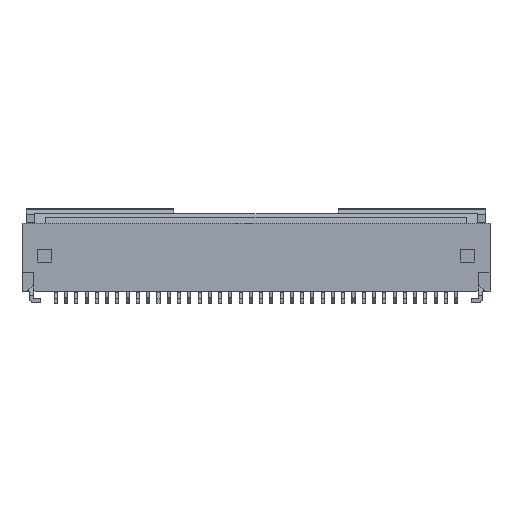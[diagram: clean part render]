
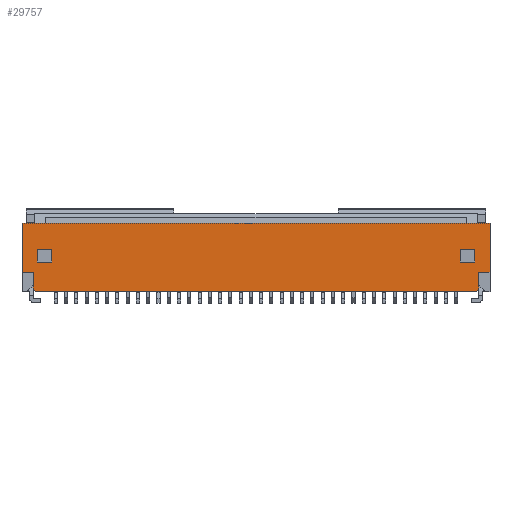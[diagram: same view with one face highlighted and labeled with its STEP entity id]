
A CAD part, top view. The second image highlights one B-rep face of the part: STEP entity #29757.
In plain terms, the highlighted planar face has unit normal (0, 0, 1).
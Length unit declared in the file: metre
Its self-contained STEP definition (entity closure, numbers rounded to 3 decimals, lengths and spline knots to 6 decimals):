
#9275=ORIENTED_EDGE('',*,*,#13763,.F.);
#9276=ORIENTED_EDGE('',*,*,#13772,.F.);
#9277=ORIENTED_EDGE('',*,*,#13769,.T.);
#9278=ORIENTED_EDGE('',*,*,#13775,.T.);
#9279=ORIENTED_EDGE('',*,*,#13774,.F.);
#9280=ORIENTED_EDGE('',*,*,#13771,.F.);
#9281=ORIENTED_EDGE('',*,*,#13759,.T.);
#9282=ORIENTED_EDGE('',*,*,#13776,.T.);
#9283=ORIENTED_EDGE('',*,*,#13741,.F.);
#9284=ORIENTED_EDGE('',*,*,#9689,.T.);
#9285=ORIENTED_EDGE('',*,*,#13777,.T.);
#9286=ORIENTED_EDGE('',*,*,#9691,.T.);
#9287=ORIENTED_EDGE('',*,*,#13720,.T.);
#9288=ORIENTED_EDGE('',*,*,#13734,.T.);
#9289=ORIENTED_EDGE('',*,*,#13458,.T.);
#9290=ORIENTED_EDGE('',*,*,#13778,.T.);
#9291=ORIENTED_EDGE('',*,*,#13779,.F.);
#9292=ORIENTED_EDGE('',*,*,#13505,.F.);
#9293=ORIENTED_EDGE('',*,*,#13780,.T.);
#9294=ORIENTED_EDGE('',*,*,#13781,.T.);
#9295=ORIENTED_EDGE('',*,*,#9733,.F.);
#9296=ORIENTED_EDGE('',*,*,#13692,.F.);
#9689=EDGE_CURVE('',#13863,#13862,#16632,.T.);
#9691=EDGE_CURVE('',#13864,#13865,#16634,.T.);
#9733=EDGE_CURVE('',#13897,#13898,#16672,.T.);
#13458=EDGE_CURVE('',#16377,#16376,#20165,.T.);
#13505=EDGE_CURVE('',#16405,#16406,#20212,.T.);
#13692=EDGE_CURVE('',#16522,#13897,#20381,.T.);
#13720=EDGE_CURVE('',#13865,#16459,#20407,.T.);
#13734=EDGE_CURVE('',#16459,#16377,#20421,.T.);
#13741=EDGE_CURVE('',#13863,#16522,#20428,.T.);
#13759=EDGE_CURVE('',#16558,#16559,#20446,.T.);
#13763=EDGE_CURVE('',#16563,#16561,#20450,.T.);
#13769=EDGE_CURVE('',#16566,#16567,#20456,.T.);
#13771=EDGE_CURVE('',#16558,#16568,#20458,.T.);
#13772=EDGE_CURVE('',#16566,#16563,#20459,.T.);
#13774=EDGE_CURVE('',#16568,#16569,#20461,.T.);
#13775=EDGE_CURVE('',#16567,#16561,#20462,.T.);
#13776=EDGE_CURVE('',#16559,#16569,#20463,.T.);
#13777=EDGE_CURVE('',#13862,#13864,#20464,.T.);
#13778=EDGE_CURVE('',#16376,#16570,#20465,.T.);
#13779=EDGE_CURVE('',#16406,#16570,#20466,.T.);
#13780=EDGE_CURVE('',#16405,#16571,#20467,.T.);
#13781=EDGE_CURVE('',#16571,#13898,#20468,.T.);
#13862=VERTEX_POINT('',#43895);
#13863=VERTEX_POINT('',#43897);
#13864=VERTEX_POINT('',#43901);
#13865=VERTEX_POINT('',#43902);
#13897=VERTEX_POINT('',#43987);
#13898=VERTEX_POINT('',#43989);
#16376=VERTEX_POINT('',#51347);
#16377=VERTEX_POINT('',#51349);
#16405=VERTEX_POINT('',#51436);
#16406=VERTEX_POINT('',#51438);
#16459=VERTEX_POINT('',#51584);
#16522=VERTEX_POINT('',#51765);
#16558=VERTEX_POINT('',#51933);
#16559=VERTEX_POINT('',#51935);
#16561=VERTEX_POINT('',#51940);
#16563=VERTEX_POINT('',#51944);
#16566=VERTEX_POINT('',#51954);
#16567=VERTEX_POINT('',#51956);
#16568=VERTEX_POINT('',#51962);
#16569=VERTEX_POINT('',#51968);
#16570=VERTEX_POINT('',#51978);
#16571=VERTEX_POINT('',#51981);
#16632=LINE('',#43896,#20557);
#16634=LINE('',#43900,#20559);
#16672=LINE('',#43988,#20597);
#20165=LINE('',#51348,#24090);
#20212=LINE('',#51437,#24137);
#20381=LINE('',#51810,#24306);
#20407=LINE('',#51866,#24332);
#20421=LINE('',#51893,#24346);
#20428=LINE('',#51905,#24353);
#20446=LINE('',#51936,#24371);
#20450=LINE('',#51945,#24375);
#20456=LINE('',#51957,#24381);
#20458=LINE('',#51963,#24383);
#20459=LINE('',#51965,#24384);
#20461=LINE('',#51969,#24386);
#20462=LINE('',#51972,#24387);
#20463=LINE('',#51974,#24388);
#20464=LINE('',#51976,#24389);
#20465=LINE('',#51977,#24390);
#20466=LINE('',#51979,#24391);
#20467=LINE('',#51980,#24392);
#20468=LINE('',#51982,#24393);
#20557=VECTOR('',#36817,1.);
#20559=VECTOR('',#36821,1.);
#20597=VECTOR('',#36891,1.);
#24090=VECTOR('',#43128,1.);
#24137=VECTOR('',#43201,1.);
#24306=VECTOR('',#43522,1.);
#24332=VECTOR('',#43584,1.);
#24346=VECTOR('',#43614,1.);
#24353=VECTOR('',#43629,1.);
#24371=VECTOR('',#43657,1.);
#24375=VECTOR('',#43663,1.);
#24381=VECTOR('',#43673,1.);
#24383=VECTOR('',#43681,1.);
#24384=VECTOR('',#43684,1.);
#24386=VECTOR('',#43688,1.);
#24387=VECTOR('',#43693,1.);
#24388=VECTOR('',#43696,1.);
#24389=VECTOR('',#43699,1.);
#24390=VECTOR('',#43700,1.);
#24391=VECTOR('',#43701,1.);
#24392=VECTOR('',#43702,1.);
#24393=VECTOR('',#43703,1.);
#25790=EDGE_LOOP('',(#9275,#9276,#9277,#9278));
#25791=EDGE_LOOP('',(#9279,#9280,#9281,#9282));
#25792=EDGE_LOOP('',(#9283,#9284,#9285,#9286,#9287,#9288,#9289,#9290,#9291,
#9292,#9293,#9294,#9295,#9296));
#27209=FACE_BOUND('',#25790,.T.);
#27210=FACE_BOUND('',#25791,.T.);
#27211=FACE_BOUND('',#25792,.T.);
#28442=PLANE('',#36722);
#29757=ADVANCED_FACE('',(#27209,#27210,#27211),#28442,.T.);
#36722=AXIS2_PLACEMENT_3D('',#51975,#43697,#43698);
#36817=DIRECTION('',(0.707,-0.707,0.));
#36821=DIRECTION('',(0.707,0.707,0.));
#36891=DIRECTION('',(0.,1.,0.));
#43128=DIRECTION('',(0.,1.,0.));
#43201=DIRECTION('',(1.,0.,0.));
#43522=DIRECTION('',(0.,1.,0.));
#43584=DIRECTION('',(0.,1.,0.));
#43614=DIRECTION('',(0.,1.,0.));
#43629=DIRECTION('',(0.,1.,0.));
#43657=DIRECTION('',(0.,1.,0.));
#43663=DIRECTION('',(0.,1.,0.));
#43673=DIRECTION('',(0.,1.,0.));
#43681=DIRECTION('',(1.,0.,0.));
#43684=DIRECTION('',(1.,0.,0.));
#43688=DIRECTION('',(0.,1.,0.));
#43693=DIRECTION('',(1.,0.,0.));
#43696=DIRECTION('',(1.,0.,0.));
#43697=DIRECTION('',(0.,0.,1.));
#43698=DIRECTION('',(0.,-1.,0.));
#43699=DIRECTION('',(1.,0.,0.));
#43700=DIRECTION('',(1.,0.,0.));
#43701=DIRECTION('',(0.,-1.,0.));
#43702=DIRECTION('',(0.,-1.,0.));
#43703=DIRECTION('',(1.,0.,0.));
#43895=CARTESIAN_POINT('',(-0.01075,0.,0.0014));
#43896=CARTESIAN_POINT('',(-0.01085,0.0001,0.0014));
#43897=CARTESIAN_POINT('',(-0.01085,0.0001,0.0014));
#43900=CARTESIAN_POINT('',(0.01075,0.,0.0014));
#43901=CARTESIAN_POINT('',(0.01075,0.,0.0014));
#43902=CARTESIAN_POINT('',(0.01085,0.0001,0.0014));
#43987=CARTESIAN_POINT('',(-0.01085,0.00034,0.0014));
#43988=CARTESIAN_POINT('',(-0.01085,0.,0.0014));
#43989=CARTESIAN_POINT('',(-0.01085,0.00094,0.0014));
#51347=CARTESIAN_POINT('',(0.01085,0.00094,0.0014));
#51348=CARTESIAN_POINT('',(0.01085,0.00334,0.0014));
#51349=CARTESIAN_POINT('',(0.01085,0.00034,0.0014));
#51436=CARTESIAN_POINT('',(-0.0114,0.00334,0.0014));
#51437=CARTESIAN_POINT('',(-0.0114,0.00334,0.0014));
#51438=CARTESIAN_POINT('',(0.0114,0.00334,0.0014));
#51584=CARTESIAN_POINT('',(0.01085,0.00017,0.0014));
#51765=CARTESIAN_POINT('',(-0.01085,0.00017,0.0014));
#51810=CARTESIAN_POINT('',(-0.01085,0.,0.0014));
#51866=CARTESIAN_POINT('',(0.01085,0.00334,0.0014));
#51893=CARTESIAN_POINT('',(0.01085,0.00017,0.0014));
#51905=CARTESIAN_POINT('',(-0.01085,0.0001,0.0014));
#51933=CARTESIAN_POINT('',(0.00995,0.00144,0.0014));
#51935=CARTESIAN_POINT('',(0.00995,0.002039,0.0014));
#51936=CARTESIAN_POINT('',(0.00995,0.00144,0.0014));
#51940=CARTESIAN_POINT('',(-0.00995,0.002039,0.0014));
#51944=CARTESIAN_POINT('',(-0.00995,0.00144,0.0014));
#51945=CARTESIAN_POINT('',(-0.00995,0.00144,0.0014));
#51954=CARTESIAN_POINT('',(-0.01065,0.00144,0.0014));
#51956=CARTESIAN_POINT('',(-0.01065,0.002039,0.0014));
#51957=CARTESIAN_POINT('',(-0.01065,0.00144,0.0014));
#51962=CARTESIAN_POINT('',(0.01065,0.00144,0.0014));
#51963=CARTESIAN_POINT('',(0.00995,0.00144,0.0014));
#51965=CARTESIAN_POINT('',(-0.01065,0.00144,0.0014));
#51968=CARTESIAN_POINT('',(0.01065,0.002039,0.0014));
#51969=CARTESIAN_POINT('',(0.01065,0.00144,0.0014));
#51972=CARTESIAN_POINT('',(-0.0114,0.002039,0.0014));
#51974=CARTESIAN_POINT('',(-0.0114,0.002039,0.0014));
#51975=CARTESIAN_POINT('',(-0.0114,0.00334,0.0014));
#51976=CARTESIAN_POINT('',(-0.01075,0.,0.0014));
#51977=CARTESIAN_POINT('',(0.01085,0.00094,0.0014));
#51978=CARTESIAN_POINT('',(0.0114,0.00094,0.0014));
#51979=CARTESIAN_POINT('',(0.0114,0.00334,0.0014));
#51980=CARTESIAN_POINT('',(-0.0114,0.00334,0.0014));
#51981=CARTESIAN_POINT('',(-0.0114,0.00094,0.0014));
#51982=CARTESIAN_POINT('',(-0.0114,0.00094,0.0014));
